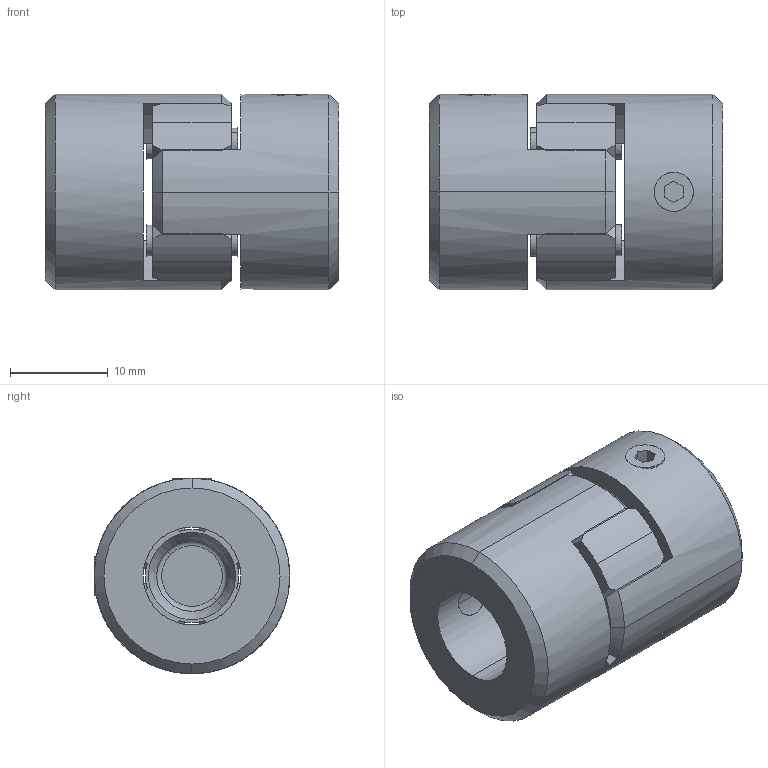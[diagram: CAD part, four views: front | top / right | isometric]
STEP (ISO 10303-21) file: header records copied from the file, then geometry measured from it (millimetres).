
FILE_DESCRIPTION(('STEP AP214'),'1');
FILE_NAME('cctmp_3ACCD6CC-9027-46BD-A39C-0708A325AFDB_2022_12_31_15_10_41_0414..stp','2022-12-31T14:10:41',('KTR Systems GmbH'),('CADClick - www.CADClick.com'),'Spatial InterOp 3D',' ','unknown authorization');
FILE_SCHEMA(('AUTOMOTIVE_DESIGN'));
Length unit declared in the file: millimetre
Products named in the file (6): cc_unnamed; KTR-ROTEX GS 9 Standard  d1=10  d2=10_4; KTR-ROTEX GS 9 Standard  d1=10  d2=10_3; KTR-ROTEX GS 9 Standard  d1=10  d2=10_2; KTR-ROTEX GS 9 Standard  d1=10  d2=10_1; KTR-ROTEX GS 9 Standard  d1=10  d2=10
Assembly tree (5 placements, depth 2):
  cc_unnamed
    KTR-ROTEX GS 9 Standard  d1=10  d2=10_4
    KTR-ROTEX GS 9 Standard  d1=10  d2=10_3
    KTR-ROTEX GS 9 Standard  d1=10  d2=10_2
    KTR-ROTEX GS 9 Standard  d1=10  d2=10_1
    KTR-ROTEX GS 9 Standard  d1=10  d2=10
Bounding box: 30 x 20 x 20 mm (x, y, z)
Volume: 6923 mm3; surface area: 4979 mm2
Topology: 5 solids, 5 shells, 134 faces, 341 edges, 223 vertices
Faces by surface type: cylinder 61, plane 37, cone 32, torus 4
Entity records: 5873 total; most frequent: CARTESIAN_POINT 1338, DIRECTION 722, ORIENTED_EDGE 682, EDGE_CURVE 341, AXIS2_PLACEMENT_3D 299, VERTEX_POINT 223, CIRCLE 159, EDGE_LOOP 148
